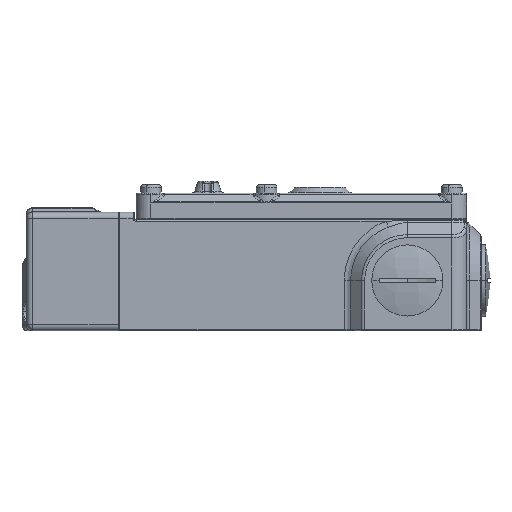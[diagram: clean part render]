
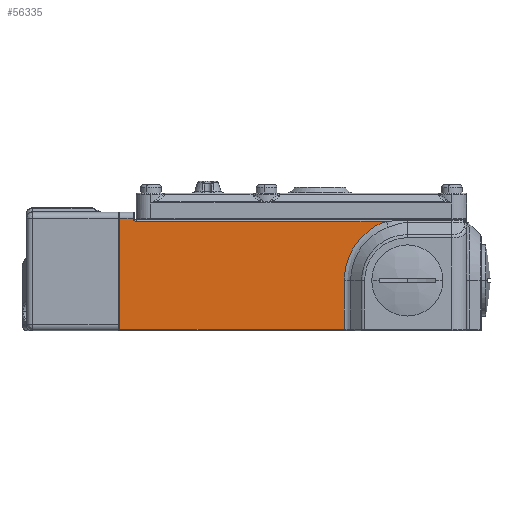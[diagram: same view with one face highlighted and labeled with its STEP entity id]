
A CAD part, left-side view. The second image highlights one B-rep face of the part: STEP entity #56335.
In plain terms, the highlighted planar face has unit normal (-1, 0, 0).
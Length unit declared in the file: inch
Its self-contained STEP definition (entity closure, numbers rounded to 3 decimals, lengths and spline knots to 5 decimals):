
#2964 = ORIENTED_EDGE ( 'NONE', *, *, #169547, .F. ) ;
#3570 = CARTESIAN_POINT ( 'NONE',  ( -1.87008, -2.86446, 1.03474 ) ) ;
#5419 = CARTESIAN_POINT ( 'NONE',  ( -1.87008, -0.05906, 1.473 ) ) ;
#12857 = VERTEX_POINT ( 'NONE', #31104 ) ;
#13789 = VERTEX_POINT ( 'NONE', #110957 ) ;
#14050 = CARTESIAN_POINT ( 'NONE',  ( -1.87008, -3.07487, 1.33354 ) ) ;
#16513 = VERTEX_POINT ( 'NONE', #59148 ) ;
#21057 = LINE ( 'NONE', #167111, #47496 ) ;
#24903 = VERTEX_POINT ( 'NONE', #46306 ) ;
#28434 =( BOUNDED_CURVE ( )  B_SPLINE_CURVE ( 3, ( #115449, #5419, #131267, #171748 ),
 .UNSPECIFIED., .F., .F. ) 
 B_SPLINE_CURVE_WITH_KNOTS ( ( 4, 4 ),
 ( 0., 1. ),
 .UNSPECIFIED. ) 
 CURVE ( )  GEOMETRIC_REPRESENTATION_ITEM ( )  RATIONAL_B_SPLINE_CURVE ( ( 1., 0.805, 0.805, 1. ) ) 
 REPRESENTATION_ITEM ( '' )  );
#31104 = CARTESIAN_POINT ( 'NONE',  ( -1.87008, -0.05906, 1.49606 ) ) ;
#33887 = FACE_OUTER_BOUND ( 'NONE', #153119, .T. ) ;
#40102 = LINE ( 'NONE', #42223, #155979 ) ;
#40485 = EDGE_CURVE ( 'NONE', #24903, #16513, #40102, .T. ) ;
#42223 = CARTESIAN_POINT ( 'NONE',  ( -1.87008, 0.11811, 1.5748 ) ) ;
#42842 = DIRECTION ( 'NONE',  ( 0., 0., 1. ) ) ;
#44015 = CARTESIAN_POINT ( 'NONE',  ( -1.87008, -3.41894, 1.45669 ) ) ;
#45310 = ORIENTED_EDGE ( 'NONE', *, *, #173389, .F. ) ;
#46306 = CARTESIAN_POINT ( 'NONE',  ( -1.87008, 0.11811, 0.01969 ) ) ;
#47496 = VECTOR ( 'NONE', #54688, 39.37008 ) ;
#48308 = ORIENTED_EDGE ( 'NONE', *, *, #107202, .F. ) ;
#48835 = DIRECTION ( 'NONE',  ( 0., 1., 0. ) ) ;
#50448 = DIRECTION ( 'NONE',  ( 0., -1., 0. ) ) ;
#52228 = CARTESIAN_POINT ( 'NONE',  ( -1.87008, -2.86446, 0.01969 ) ) ;
#54688 = DIRECTION ( 'NONE',  ( 0., 1., 0. ) ) ;
#55510 = VERTEX_POINT ( 'NONE', #52228 ) ;
#56335 = ADVANCED_FACE ( 'NONE', ( #33887 ), #64058, .F. ) ;
#59148 = CARTESIAN_POINT ( 'NONE',  ( -1.87008, 0.11811, 1.49606 ) ) ;
#64058 = PLANE ( 'NONE',  #89950 ) ;
#89950 = AXIS2_PLACEMENT_3D ( 'NONE', #174043, #119058, #48835 ) ;
#90646 = VECTOR ( 'NONE', #141704, 39.37008 ) ;
#94555 = VECTOR ( 'NONE', #50448, 39.37008 ) ;
#97280 = LINE ( 'NONE', #127642, #90646 ) ;
#100759 = CARTESIAN_POINT ( 'NONE',  ( -1.87008, -2.86446, 0.66929 ) ) ;
#105417 =( BOUNDED_CURVE ( )  B_SPLINE_CURVE ( 3, ( #44015, #14050, #3570, #100759 ),
 .UNSPECIFIED., .F., .F. ) 
 B_SPLINE_CURVE_WITH_KNOTS ( ( 4, 4 ),
 ( 0., 1. ),
 .UNSPECIFIED. ) 
 CURVE ( )  GEOMETRIC_REPRESENTATION_ITEM ( )  RATIONAL_B_SPLINE_CURVE ( ( 1., 0.878, 0.878, 1. ) ) 
 REPRESENTATION_ITEM ( '' )  );
#107202 = EDGE_CURVE ( 'NONE', #55510, #24903, #21057, .T. ) ;
#107231 = ORIENTED_EDGE ( 'NONE', *, *, #159653, .F. ) ;
#110957 = CARTESIAN_POINT ( 'NONE',  ( -1.87008, -2.86446, 0.66929 ) ) ;
#115449 = CARTESIAN_POINT ( 'NONE',  ( -1.87008, -0.05906, 1.49606 ) ) ;
#118540 = ORIENTED_EDGE ( 'NONE', *, *, #165078, .T. ) ;
#119058 = DIRECTION ( 'NONE',  ( 1., 0., 0. ) ) ;
#127642 = CARTESIAN_POINT ( 'NONE',  ( -1.87008, -2.86446, 1.5748 ) ) ;
#131267 = CARTESIAN_POINT ( 'NONE',  ( -1.87008, -0.07536, 1.45669 ) ) ;
#134792 = DIRECTION ( 'NONE',  ( 0., -1., 0. ) ) ;
#136780 = EDGE_CURVE ( 'NONE', #16513, #12857, #171240, .T. ) ;
#138565 = CARTESIAN_POINT ( 'NONE',  ( -1.87008, -0.09843, 1.45669 ) ) ;
#140504 = LINE ( 'NONE', #148741, #94555 ) ;
#140643 = VECTOR ( 'NONE', #134792, 39.37008 ) ;
#141704 = DIRECTION ( 'NONE',  ( 0., 0., 1. ) ) ;
#144726 = ORIENTED_EDGE ( 'NONE', *, *, #136780, .F. ) ;
#148741 = CARTESIAN_POINT ( 'NONE',  ( -1.87008, 0.1378, 1.45669 ) ) ;
#153047 = ORIENTED_EDGE ( 'NONE', *, *, #40485, .F. ) ;
#153119 = EDGE_LOOP ( 'NONE', ( #48308, #118540, #2964, #45310, #107231, #144726, #153047 ) ) ;
#155979 = VECTOR ( 'NONE', #42842, 39.37008 ) ;
#158694 = VERTEX_POINT ( 'NONE', #176231 ) ;
#159653 = EDGE_CURVE ( 'NONE', #12857, #176317, #28434, .T. ) ;
#162982 = CARTESIAN_POINT ( 'NONE',  ( -1.87008, 0.1378, 1.49606 ) ) ;
#165078 = EDGE_CURVE ( 'NONE', #55510, #13789, #97280, .T. ) ;
#167111 = CARTESIAN_POINT ( 'NONE',  ( -1.87008, 0.1378, 0.01969 ) ) ;
#169547 = EDGE_CURVE ( 'NONE', #158694, #13789, #105417, .T. ) ;
#171240 = LINE ( 'NONE', #162982, #140643 ) ;
#171748 = CARTESIAN_POINT ( 'NONE',  ( -1.87008, -0.09843, 1.45669 ) ) ;
#173389 = EDGE_CURVE ( 'NONE', #176317, #158694, #140504, .T. ) ;
#174043 = CARTESIAN_POINT ( 'NONE',  ( -1.87008, 0.1378, 1.5748 ) ) ;
#176231 = CARTESIAN_POINT ( 'NONE',  ( -1.87008, -3.41894, 1.45669 ) ) ;
#176317 = VERTEX_POINT ( 'NONE', #138565 ) ;
